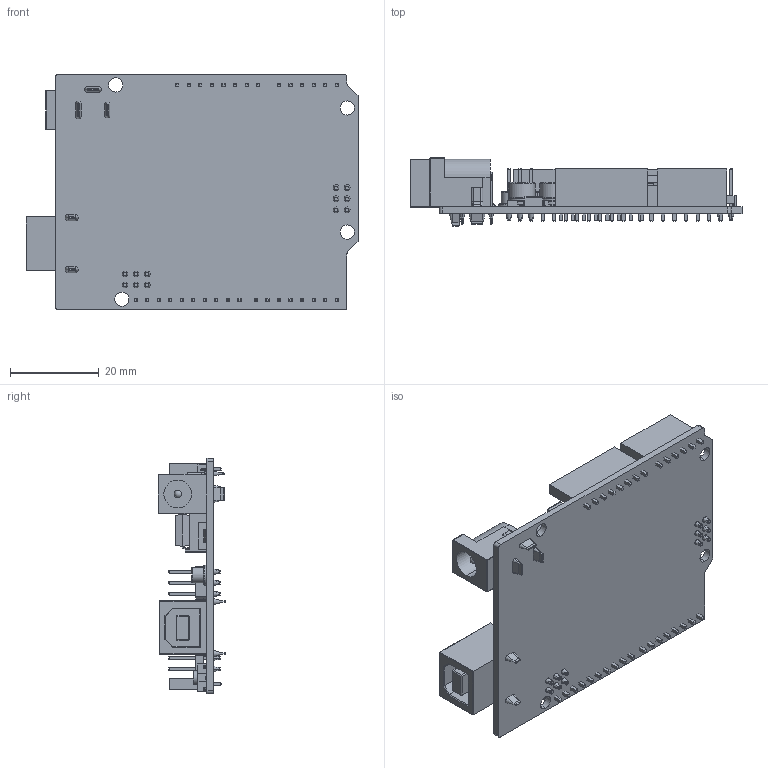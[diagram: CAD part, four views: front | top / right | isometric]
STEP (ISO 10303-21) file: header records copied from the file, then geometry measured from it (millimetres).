
FILE_DESCRIPTION (( 'STEP AP214' ), '1' );
FILE_NAME ('Arduino UNO.STEP', '2017-04-11T14:48:05', ( '' ), ( '' ), 'SwSTEP 2.0', 'SolidWorks 2013', '' );
FILE_SCHEMA (( 'AUTOMOTIVE_DESIGN' ));
Length unit declared in the file: millimetre
Products named in the file (17): foot (chip); Buton; small chip; Alimentation; transistor; chip; foot (big chip); resistance; ICSP; pins connection Shield; base chip; USB; Arduino UNO; crystal; PCB UNO; box; condensateur
Assembly tree (44 placements, depth 3):
  Arduino UNO
    PCB UNO
    Buton
    chip
      base chip
      box
      foot (chip)  x4
      foot (big chip)  x24
    condensateur  x2
    crystal
    ICSP  x2
    pins connection Shield
    small chip
    transistor
    USB
    Alimentation
    resistance
Bounding box: 74.8 x 15.3 x 53.05 mm (x, y, z)
Volume: 12748.9 mm3; surface area: 16854.8 mm2
Topology: 46 solids, 46 shells, 1869 faces, 4405 edges, 2738 vertices
Faces by surface type: plane 1509, cylinder 242, torus 64, cone 38, sphere 11, bspline 5
Entity records: 43282 total; most frequent: CARTESIAN_POINT 7614, ORIENTED_EDGE 6338, DIRECTION 6167, EDGE_CURVE 3169, LINE 2623, VECTOR 2623, VERTEX_POINT 1946, AXIS2_PLACEMENT_3D 1772
